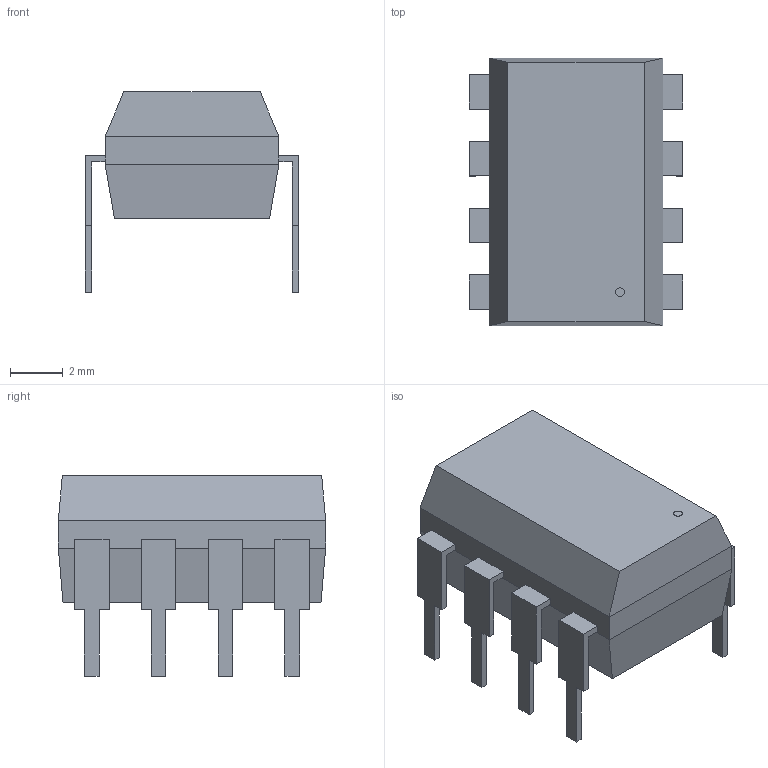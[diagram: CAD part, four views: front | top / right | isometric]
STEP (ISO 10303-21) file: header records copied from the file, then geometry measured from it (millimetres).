
FILE_DESCRIPTION(('STEP AP214'),'1');
FILE_NAME('P8','2019-06-19T14:35:28',(''),(''),'','','');
FILE_SCHEMA(('AUTOMOTIVE_DESIGN'));
Length unit declared in the file: millimetre
Products named in the file (1): product
Bounding box: 8.13 x 10.16 x 7.62 mm (x, y, z)
Volume: 0 mm3; surface area: 387.7 mm2
Topology: 1 solids, 111 shells, 113 faces, 539 edges, 538 vertices
Faces by surface type: plane 112, cylinder 1
Full cylindrical faces by diameter (mm): 0.33 x1
Entity records: 5926 total; most frequent: CARTESIAN_POINT 1191, VERTEX_POINT 1074, DIRECTION 770, ORIENTED_EDGE 540, EDGE_CURVE 538, LINE 536, VECTOR 536, AXIS2_PLACEMENT_3D 117
